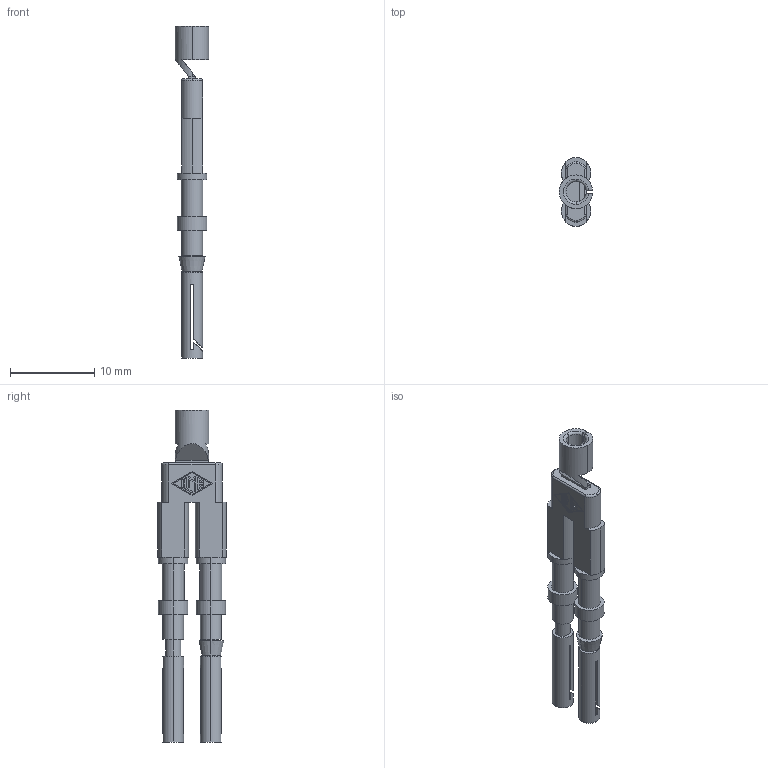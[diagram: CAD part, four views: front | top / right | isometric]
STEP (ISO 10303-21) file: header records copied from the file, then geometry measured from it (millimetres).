
FILE_DESCRIPTION(('OneSpaceDesigner STEP Export'),'2;1');
FILE_NAME('CR_BDE.stp','2007-10-15T11:46:53',(''),(''),'OneSpace Designer STEP processor for AP214 (Solid Model)','OneSpace Designer 13.20B 05-Dec-2005 (C) CoCreate Software GmbH','');
FILE_SCHEMA(('AUTOMOTIVE_DESIGN { 1 0 10303 214 1 1 1 1 }'));
Length unit declared in the file: millimetre
Products named in the file (2): CR_BDE
Assembly tree (1 placements, depth 2):
  CR_BDE
    CR_BDE
Bounding box: 3.99 x 8.2 x 39.5 mm (x, y, z)
Volume: 421.8 mm3; surface area: 881.7 mm2
Topology: 1 solids, 1 shells, 203 faces, 523 edges, 335 vertices
Faces by surface type: plane 114, cylinder 67, cone 11, torus 11
Entity records: 6761 total; most frequent: CARTESIAN_POINT 1066, ORIENTED_EDGE 1038, DIRECTION 815, EDGE_CURVE 519, VERTEX_POINT 335, VECTOR 283, LINE 283, AXIS2_PLACEMENT_3D 266
